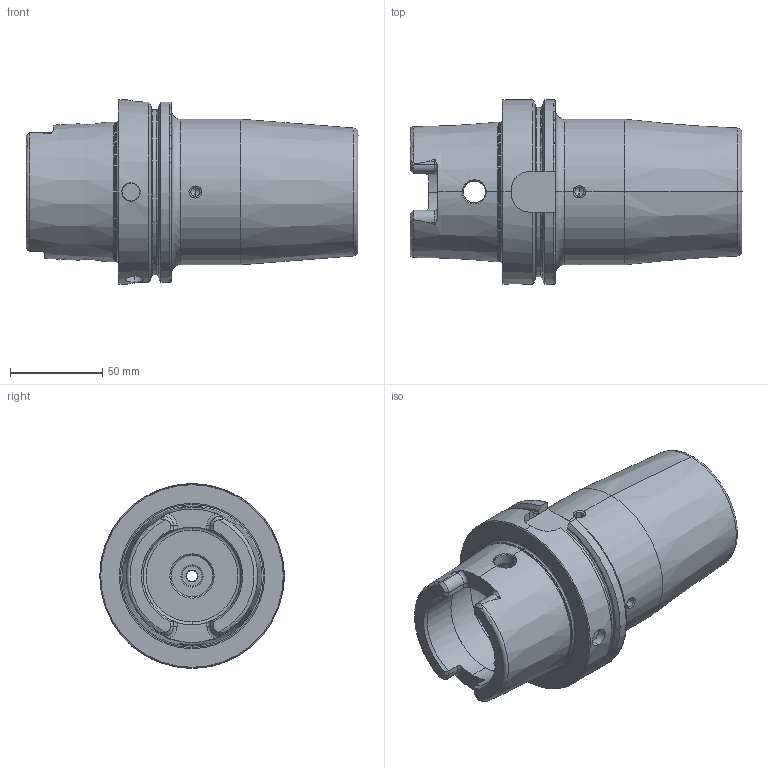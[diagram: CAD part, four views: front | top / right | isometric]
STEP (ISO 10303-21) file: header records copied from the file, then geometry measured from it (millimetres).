
FILE_DESCRIPTION (( 'STEP AP203' ), '1' );
FILE_NAME ('HA0-S50.K21.130.STEP', '2014-07-10T12:34:09', ( 'SwiAdmin' ), ( '' ), 'SwSTEP 2.0', 'SolidWorks 2012', '' );
FILE_SCHEMA (( 'CONFIG_CONTROL_DESIGN' ));
Length unit declared in the file: millimetre
Products named in the file (4): HA0-S50.K21.130; ERU-CJ3.001.008; ERU-AN5.K01.020_A; HA0-S50.K21.130_C_Fertigbearbeitung
Assembly tree (4 placements, depth 2):
  HA0-S50.K21.130
    HA0-S50.K21.130_C_Fertigbearbeitung
    ERU-AN5.K01.020_A
    ERU-CJ3.001.008  x2
Bounding box: 180 x 100 x 100 mm (x, y, z)
Volume: 547003.9 mm3; surface area: 89579.5 mm2
Topology: 4 solids, 4 shells, 296 faces, 738 edges, 444 vertices
Faces by surface type: plane 97, cylinder 86, cone 68, torus 41, bspline 4
Entity records: 10589 total; most frequent: CARTESIAN_POINT 3619, ORIENTED_EDGE 1384, DIRECTION 1361, EDGE_CURVE 692, AXIS2_PLACEMENT_3D 532, VERTEX_POINT 424, EDGE_LOOP 300, LINE 297
